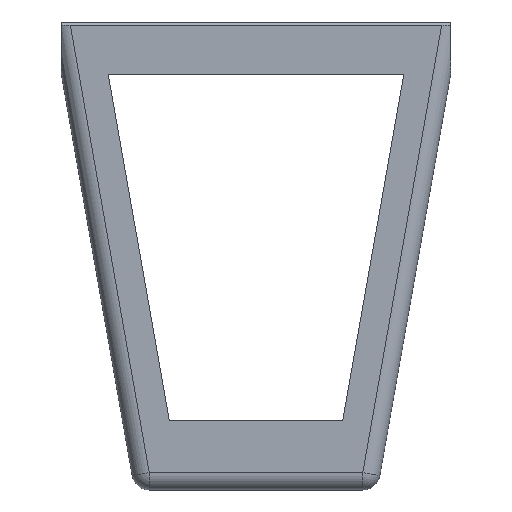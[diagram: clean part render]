
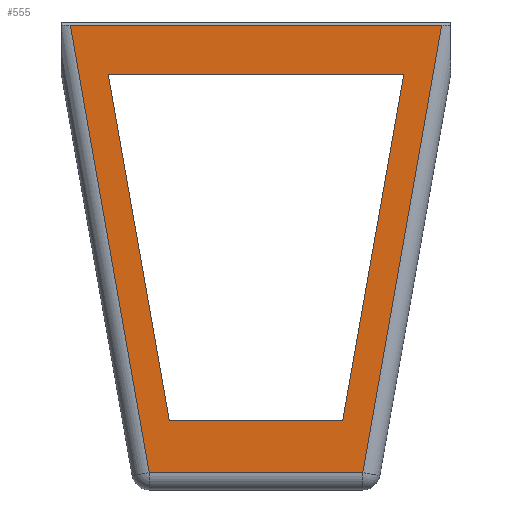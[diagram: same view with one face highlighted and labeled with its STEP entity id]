
A CAD part, front view. The second image highlights one B-rep face of the part: STEP entity #555.
In plain terms, the highlighted planar face has unit normal (0, -1, 0).
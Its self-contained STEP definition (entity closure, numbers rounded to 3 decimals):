
#16=FACE_BOUND('',#213,.T.);
#39=PLANE('',#624);
#71=LINE('',#901,#121);
#72=LINE('',#906,#122);
#73=LINE('',#910,#123);
#79=LINE('',#922,#129);
#80=LINE('',#925,#130);
#81=LINE('',#927,#131);
#82=LINE('',#929,#132);
#83=LINE('',#930,#133);
#121=VECTOR('',#736,10.);
#122=VECTOR('',#743,10.);
#123=VECTOR('',#748,10.);
#129=VECTOR('',#758,10.);
#130=VECTOR('',#759,10.);
#131=VECTOR('',#760,10.);
#132=VECTOR('',#761,10.);
#133=VECTOR('',#762,10.);
#179=FACE_OUTER_BOUND('',#212,.T.);
#212=EDGE_LOOP('',(#460,#461,#462,#463));
#213=EDGE_LOOP('',(#464,#465,#466,#467));
#256=VERTEX_POINT('',#830);
#267=VERTEX_POINT('',#864);
#279=VERTEX_POINT('',#900);
#281=VERTEX_POINT('',#908);
#286=VERTEX_POINT('',#923);
#287=VERTEX_POINT('',#924);
#288=VERTEX_POINT('',#926);
#289=VERTEX_POINT('',#928);
#340=EDGE_CURVE('',#267,#279,#71,.T.);
#343=EDGE_CURVE('',#256,#267,#72,.T.);
#345=EDGE_CURVE('',#281,#256,#73,.T.);
#351=EDGE_CURVE('',#281,#279,#79,.T.);
#352=EDGE_CURVE('',#286,#287,#80,.T.);
#353=EDGE_CURVE('',#287,#288,#81,.T.);
#354=EDGE_CURVE('',#289,#288,#82,.T.);
#355=EDGE_CURVE('',#286,#289,#83,.T.);
#460=ORIENTED_EDGE('',*,*,#340,.F.);
#461=ORIENTED_EDGE('',*,*,#343,.F.);
#462=ORIENTED_EDGE('',*,*,#345,.F.);
#463=ORIENTED_EDGE('',*,*,#351,.T.);
#464=ORIENTED_EDGE('',*,*,#352,.T.);
#465=ORIENTED_EDGE('',*,*,#353,.T.);
#466=ORIENTED_EDGE('',*,*,#354,.F.);
#467=ORIENTED_EDGE('',*,*,#355,.F.);
#555=ADVANCED_FACE('',(#179,#16),#39,.T.);
#624=AXIS2_PLACEMENT_3D('',#921,#756,#757);
#736=DIRECTION('',(-0.174,0.,0.985));
#743=DIRECTION('',(-1.,0.,0.));
#748=DIRECTION('',(-0.174,0.,-0.985));
#756=DIRECTION('center_axis',(0.,-1.,0.));
#757=DIRECTION('ref_axis',(1.,0.,0.));
#758=DIRECTION('',(-1.,0.,0.));
#759=DIRECTION('',(-0.174,0.,0.985));
#760=DIRECTION('',(1.,0.,0.));
#761=DIRECTION('',(0.174,0.,0.985));
#762=DIRECTION('',(1.,0.,0.));
#830=CARTESIAN_POINT('',(15.402,-10.,2.5));
#864=CARTESIAN_POINT('',(-15.402,-10.,2.5));
#900=CARTESIAN_POINT('',(-26.775,-10.,67.));
#901=CARTESIAN_POINT('',(-14.963,-10.,0.007));
#906=CARTESIAN_POINT('',(-6.25,-10.,2.5));
#908=CARTESIAN_POINT('',(26.775,-10.,67.));
#910=CARTESIAN_POINT('',(19.875,-10.,27.869));
#921=CARTESIAN_POINT('Origin',(-12.5,-10.,0.));
#922=CARTESIAN_POINT('',(28.079,-10.,67.));
#923=CARTESIAN_POINT('',(-12.5,-10.,10.));
#924=CARTESIAN_POINT('',(-21.316,-10.,60.));
#925=CARTESIAN_POINT('',(-12.5,-10.,10.));
#926=CARTESIAN_POINT('',(21.316,-10.,60.));
#927=CARTESIAN_POINT('',(-28.08,-10.,60.));
#928=CARTESIAN_POINT('',(12.5,-10.,10.));
#929=CARTESIAN_POINT('',(12.5,-10.,10.));
#930=CARTESIAN_POINT('',(-12.5,-10.,10.));
